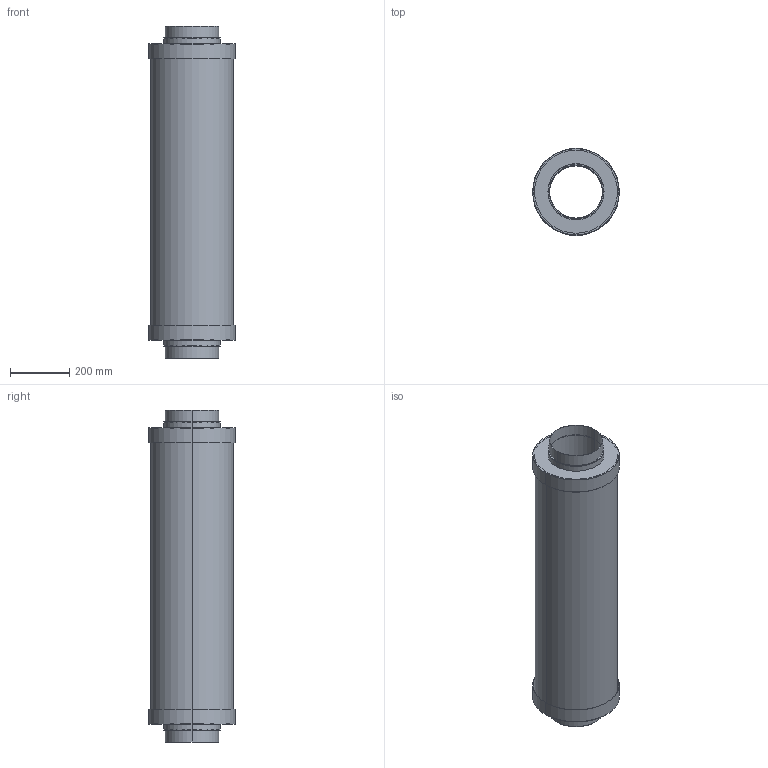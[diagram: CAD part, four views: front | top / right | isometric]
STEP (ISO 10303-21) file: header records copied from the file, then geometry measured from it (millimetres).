
FILE_DESCRIPTION (( 'STEP AP214' ), '1' );
FILE_NAME ('RSR 18-50.step', '2009-07-11T16:37:34', ( 'Wolfgang Schmidt' ), ( 'WS-KO' ), 'SwSTEP 2.0', 'SolidWorks 2008', '' );
FILE_SCHEMA (( 'AUTOMOTIVE_DESIGN' ));
Length unit declared in the file: millimetre
Products named in the file (1): RSR 18-50
Bounding box: 292.5 x 292.5 x 1120 mm (x, y, z)
Volume: 36385846 mm3; surface area: 2050027.4 mm2
Topology: 3 solids, 3 shells, 48 faces, 96 edges, 64 vertices
Faces by surface type: cylinder 32, plane 16
Entity records: 1337 total; most frequent: DIRECTION 258, CARTESIAN_POINT 209, ORIENTED_EDGE 192, AXIS2_PLACEMENT_3D 113, EDGE_CURVE 96, VERTEX_POINT 64, EDGE_LOOP 64, CIRCLE 64
